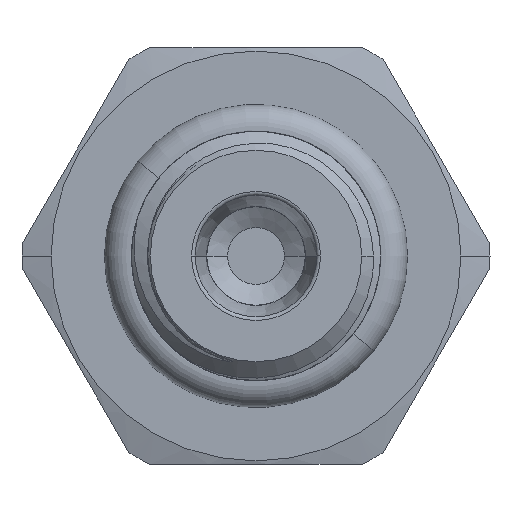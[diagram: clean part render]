
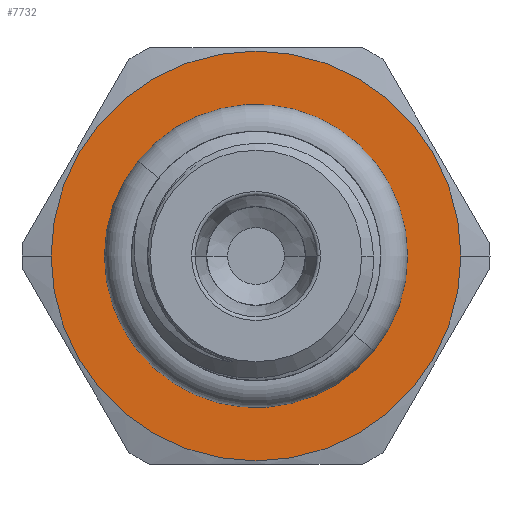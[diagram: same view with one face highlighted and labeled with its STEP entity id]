
A CAD part, front view. The second image highlights one B-rep face of the part: STEP entity #7732.
In plain terms, the highlighted planar face has unit normal (0, -1, 0).
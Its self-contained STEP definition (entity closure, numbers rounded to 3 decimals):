
#959=CARTESIAN_POINT('',(0.,-14.7,0.));
#960=DIRECTION('',(0.,1.,0.));
#961=DIRECTION('',(-1.,0.,0.));
#962=AXIS2_PLACEMENT_3D('',#959,#960,#961);
#964=CARTESIAN_POINT('',(0.,-14.7,0.));
#965=DIRECTION('',(0.,1.,0.));
#966=DIRECTION('',(1.,0.,0.));
#967=AXIS2_PLACEMENT_3D('',#964,#965,#966);
#969=CARTESIAN_POINT('',(0.,-14.7,0.));
#970=DIRECTION('',(0.,-1.,0.));
#971=DIRECTION('',(-1.,0.,0.));
#972=AXIS2_PLACEMENT_3D('',#969,#970,#971);
#974=CARTESIAN_POINT('',(0.,-14.7,0.));
#975=DIRECTION('',(0.,-1.,0.));
#976=DIRECTION('',(1.,0.,0.));
#977=AXIS2_PLACEMENT_3D('',#974,#975,#976);
#6571=CARTESIAN_POINT('',(-5.955,-14.7,0.));
#6572=CARTESIAN_POINT('',(5.955,-14.7,0.));
#6573=VERTEX_POINT('',#6571);
#6574=VERTEX_POINT('',#6572);
#6629=CARTESIAN_POINT('',(-10.815,-14.7,0.));
#6630=CARTESIAN_POINT('',(10.815,-14.7,0.));
#6631=VERTEX_POINT('',#6629);
#6632=VERTEX_POINT('',#6630);
#7717=CARTESIAN_POINT('',(0.,-14.7,0.));
#7718=DIRECTION('',(0.,-1.,0.));
#7719=DIRECTION('',(-1.,0.,0.));
#7720=AXIS2_PLACEMENT_3D('',#7717,#7718,#7719);
#7721=PLANE('',#7720);
#7722=ORIENTED_EDGE('',*,*,#7553,.T.);
#7723=ORIENTED_EDGE('',*,*,#7519,.T.);
#7724=EDGE_LOOP('',(#7722,#7723));
#7725=FACE_OUTER_BOUND('',#7724,.F.);
#7727=ORIENTED_EDGE('',*,*,#7726,.T.);
#7729=ORIENTED_EDGE('',*,*,#7728,.T.);
#7730=EDGE_LOOP('',(#7727,#7729));
#7731=FACE_BOUND('',#7730,.F.);
#7732=ADVANCED_FACE('',(#7725,#7731),#7721,.T.);
#963=CIRCLE('',#962,10.815);
#968=CIRCLE('',#967,10.815);
#973=CIRCLE('',#972,5.955);
#978=CIRCLE('',#977,5.955);
#7519=EDGE_CURVE('',#6632,#6631,#968,.T.);
#7553=EDGE_CURVE('',#6631,#6632,#963,.T.);
#7726=EDGE_CURVE('',#6573,#6574,#973,.T.);
#7728=EDGE_CURVE('',#6574,#6573,#978,.T.);
